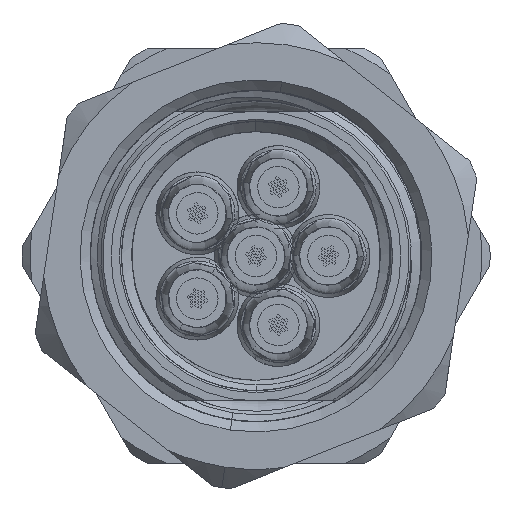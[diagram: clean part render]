
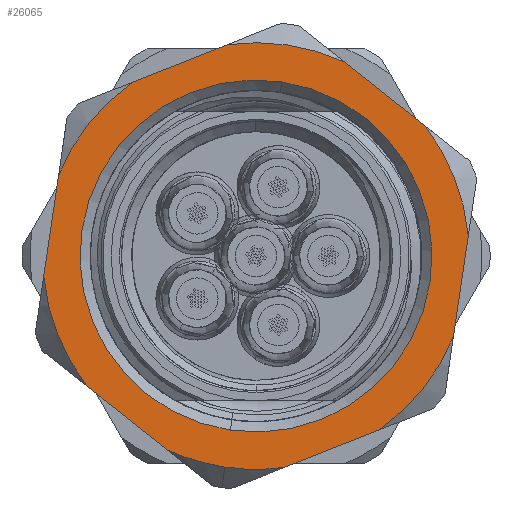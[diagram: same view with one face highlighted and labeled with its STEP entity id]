
A CAD part, left-side view. The second image highlights one B-rep face of the part: STEP entity #26065.
In plain terms, the highlighted planar face has unit normal (-1, 0, 0).
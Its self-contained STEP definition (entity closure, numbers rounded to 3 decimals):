
#688 = VECTOR ( 'NONE', #1611, 1000. ) ;
#1151 = CIRCLE ( 'NONE', #36635, 5.15 ) ;
#1481 = ORIENTED_EDGE ( 'NONE', *, *, #23312, .F. ) ;
#1611 = DIRECTION ( 'NONE',  ( 0., 0., 1. ) ) ;
#1780 = DIRECTION ( 'NONE',  ( 1., 0., 0. ) ) ;
#1913 = EDGE_CURVE ( 'NONE', #28845, #65065, #49713, .T. ) ;
#1989 = CIRCLE ( 'NONE', #53626, 5.15 ) ;
#2907 = EDGE_CURVE ( 'NONE', #37479, #52524, #9838, .T. ) ;
#3032 = EDGE_LOOP ( 'NONE', ( #63921, #39633, #64294, #34677, #55574, #60291, #31296, #24997, #19981, #38194, #59791, #1481, #49918 ) ) ;
#3895 = AXIS2_PLACEMENT_3D ( 'NONE', #56993, #68146, #46880 ) ;
#4975 = CIRCLE ( 'NONE', #45172, 5.15 ) ;
#5184 = VECTOR ( 'NONE', #55494, 1000. ) ;
#6541 = LINE ( 'NONE', #66972, #34747 ) ;
#6600 = DIRECTION ( 'NONE',  ( 0., -0.866, -0.5 ) ) ;
#7380 = CARTESIAN_POINT ( 'NONE',  ( -1., -1.431, 4.947 ) ) ;
#7511 = CARTESIAN_POINT ( 'NONE',  ( -1., 0., -5.774 ) ) ;
#7929 = CARTESIAN_POINT ( 'NONE',  ( -1., 0., 5.774 ) ) ;
#7932 = CARTESIAN_POINT ( 'NONE',  ( -1., 0., 0. ) ) ;
#8091 = EDGE_CURVE ( 'NONE', #32439, #53835, #10763, .T. ) ;
#9538 = DIRECTION ( 'NONE',  ( 0., 0., -1. ) ) ;
#9838 = CIRCLE ( 'NONE', #60377, 5.15 ) ;
#10338 = DIRECTION ( 'NONE',  ( 0., 0., -1. ) ) ;
#10763 = CIRCLE ( 'NONE', #3895, 4.25 ) ;
#11501 = VERTEX_POINT ( 'NONE', #39228 ) ;
#12340 = DIRECTION ( 'NONE',  ( 0., 0., -1. ) ) ;
#12552 = EDGE_CURVE ( 'NONE', #11501, #19613, #69837, .T. ) ;
#13259 = DIRECTION ( 'NONE',  ( 0., 0., -1. ) ) ;
#13414 = CARTESIAN_POINT ( 'NONE',  ( -1., -5., -1.234 ) ) ;
#13612 = PLANE ( 'NONE',  #46430 ) ;
#13755 = VERTEX_POINT ( 'NONE', #42662 ) ;
#13914 = CIRCLE ( 'NONE', #22020, 5.15 ) ;
#14292 = EDGE_CURVE ( 'NONE', #52503, #19613, #55535, .T. ) ;
#16005 = CARTESIAN_POINT ( 'NONE',  ( -1., 0., 0. ) ) ;
#17831 = DIRECTION ( 'NONE',  ( 0., 0., -1. ) ) ;
#19185 = VECTOR ( 'NONE', #66887, 1000. ) ;
#19613 = VERTEX_POINT ( 'NONE', #31079 ) ;
#19981 = ORIENTED_EDGE ( 'NONE', *, *, #12552, .T. ) ;
#20079 = DIRECTION ( 'NONE',  ( -1., 0., 0. ) ) ;
#21647 = EDGE_CURVE ( 'NONE', #37479, #54741, #44780, .T. ) ;
#22020 = AXIS2_PLACEMENT_3D ( 'NONE', #53481, #26491, #10338 ) ;
#22090 = VERTEX_POINT ( 'NONE', #55140 ) ;
#22188 = VERTEX_POINT ( 'NONE', #23790 ) ;
#22524 = DIRECTION ( 'NONE',  ( -1., 0., 0. ) ) ;
#22990 = VERTEX_POINT ( 'NONE', #45058 ) ;
#23056 = CARTESIAN_POINT ( 'NONE',  ( -1., 0., -4.25 ) ) ;
#23312 = EDGE_CURVE ( 'NONE', #22090, #22990, #52405, .T. ) ;
#23790 = CARTESIAN_POINT ( 'NONE',  ( -1., 1.431, -4.947 ) ) ;
#23916 = CARTESIAN_POINT ( 'NONE',  ( -1., 0., 0. ) ) ;
#24037 = LINE ( 'NONE', #7511, #19185 ) ;
#24088 = DIRECTION ( 'NONE',  ( 0., 0., -1. ) ) ;
#24162 = DIRECTION ( 'NONE',  ( -1., 0., 0. ) ) ;
#24198 = EDGE_CURVE ( 'NONE', #11501, #29181, #6541, .T. ) ;
#24997 = ORIENTED_EDGE ( 'NONE', *, *, #24198, .F. ) ;
#25050 = AXIS2_PLACEMENT_3D ( 'NONE', #33842, #24162, #12340 ) ;
#26065 = ADVANCED_FACE ( 'NONE', ( #35495, #68642 ), #13612, .F. ) ;
#26152 = CIRCLE ( 'NONE', #50319, 5.15 ) ;
#26491 = DIRECTION ( 'NONE',  ( -1., 0., 0. ) ) ;
#26938 = VECTOR ( 'NONE', #64262, 1000. ) ;
#28845 = VERTEX_POINT ( 'NONE', #52707 ) ;
#29181 = VERTEX_POINT ( 'NONE', #13414 ) ;
#29261 = CARTESIAN_POINT ( 'NONE',  ( -1., 3.569, -3.713 ) ) ;
#31079 = CARTESIAN_POINT ( 'NONE',  ( -1., -3.569, 3.713 ) ) ;
#31296 = ORIENTED_EDGE ( 'NONE', *, *, #36029, .T. ) ;
#32439 = VERTEX_POINT ( 'NONE', #39234 ) ;
#32475 = CARTESIAN_POINT ( 'NONE',  ( -1., 5., 1.234 ) ) ;
#33842 = CARTESIAN_POINT ( 'NONE',  ( -1., 0., 0. ) ) ;
#33853 = ORIENTED_EDGE ( 'NONE', *, *, #62004, .T. ) ;
#34059 = DIRECTION ( 'NONE',  ( 1., 0., 0. ) ) ;
#34677 = ORIENTED_EDGE ( 'NONE', *, *, #62375, .T. ) ;
#34747 = VECTOR ( 'NONE', #61195, 1000. ) ;
#35495 = FACE_BOUND ( 'NONE', #37152, .T. ) ;
#36029 = EDGE_CURVE ( 'NONE', #28845, #29181, #1989, .T. ) ;
#36635 = AXIS2_PLACEMENT_3D ( 'NONE', #23916, #22524, #17831 ) ;
#36891 = CARTESIAN_POINT ( 'NONE',  ( -1., 0., 0. ) ) ;
#37152 = EDGE_LOOP ( 'NONE', ( #69780, #33853 ) ) ;
#37479 = VERTEX_POINT ( 'NONE', #40763 ) ;
#38194 = ORIENTED_EDGE ( 'NONE', *, *, #14292, .F. ) ;
#39228 = CARTESIAN_POINT ( 'NONE',  ( -1., -5., 1.234 ) ) ;
#39234 = CARTESIAN_POINT ( 'NONE',  ( -1., 0., 4.25 ) ) ;
#39633 = ORIENTED_EDGE ( 'NONE', *, *, #2907, .T. ) ;
#40763 = CARTESIAN_POINT ( 'NONE',  ( -1., 5., -1.234 ) ) ;
#40880 = CARTESIAN_POINT ( 'NONE',  ( -1., 0., 0. ) ) ;
#41565 = CARTESIAN_POINT ( 'NONE',  ( -1., 5., 2.887 ) ) ;
#41826 = DIRECTION ( 'NONE',  ( 0., 0., -1. ) ) ;
#42662 = CARTESIAN_POINT ( 'NONE',  ( -1., 0., -5.15 ) ) ;
#44780 = LINE ( 'NONE', #66719, #688 ) ;
#45058 = CARTESIAN_POINT ( 'NONE',  ( -1., 1.431, 4.947 ) ) ;
#45172 = AXIS2_PLACEMENT_3D ( 'NONE', #36891, #20079, #63945 ) ;
#46430 = AXIS2_PLACEMENT_3D ( 'NONE', #40880, #1780, #13259 ) ;
#46517 = EDGE_CURVE ( 'NONE', #22188, #52524, #24037, .T. ) ;
#46880 = DIRECTION ( 'NONE',  ( 0., 0., -1. ) ) ;
#47594 = DIRECTION ( 'NONE',  ( -1., 0., 0. ) ) ;
#48539 = CIRCLE ( 'NONE', #69254, 4.25 ) ;
#49072 = DIRECTION ( 'NONE',  ( -1., 0., 0. ) ) ;
#49713 = LINE ( 'NONE', #65559, #5184 ) ;
#49918 = ORIENTED_EDGE ( 'NONE', *, *, #52491, .T. ) ;
#50319 = AXIS2_PLACEMENT_3D ( 'NONE', #7932, #63285, #24088 ) ;
#50333 = DIRECTION ( 'NONE',  ( 0., 0., -1. ) ) ;
#52405 = LINE ( 'NONE', #41565, #26938 ) ;
#52491 = EDGE_CURVE ( 'NONE', #22090, #54741, #1151, .T. ) ;
#52503 = VERTEX_POINT ( 'NONE', #7380 ) ;
#52524 = VERTEX_POINT ( 'NONE', #29261 ) ;
#52661 = CARTESIAN_POINT ( 'NONE',  ( -1., 0., 0. ) ) ;
#52707 = CARTESIAN_POINT ( 'NONE',  ( -1., -3.569, -3.713 ) ) ;
#53481 = CARTESIAN_POINT ( 'NONE',  ( -1., 0., 0. ) ) ;
#53626 = AXIS2_PLACEMENT_3D ( 'NONE', #52661, #47594, #41826 ) ;
#53835 = VERTEX_POINT ( 'NONE', #23056 ) ;
#54741 = VERTEX_POINT ( 'NONE', #32475 ) ;
#55031 = CARTESIAN_POINT ( 'NONE',  ( -1., 0., 0. ) ) ;
#55140 = CARTESIAN_POINT ( 'NONE',  ( -1., 3.569, 3.713 ) ) ;
#55494 = DIRECTION ( 'NONE',  ( 0., 0.866, -0.5 ) ) ;
#55535 = LINE ( 'NONE', #7929, #56098 ) ;
#55574 = ORIENTED_EDGE ( 'NONE', *, *, #60458, .T. ) ;
#56098 = VECTOR ( 'NONE', #6600, 1000. ) ;
#56993 = CARTESIAN_POINT ( 'NONE',  ( -1., 0., 0. ) ) ;
#59791 = ORIENTED_EDGE ( 'NONE', *, *, #65907, .T. ) ;
#60291 = ORIENTED_EDGE ( 'NONE', *, *, #1913, .F. ) ;
#60377 = AXIS2_PLACEMENT_3D ( 'NONE', #16005, #49072, #9538 ) ;
#60458 = EDGE_CURVE ( 'NONE', #13755, #65065, #13914, .T. ) ;
#61195 = DIRECTION ( 'NONE',  ( 0., 0., -1. ) ) ;
#62004 = EDGE_CURVE ( 'NONE', #53835, #32439, #48539, .T. ) ;
#62214 = CARTESIAN_POINT ( 'NONE',  ( -1., -1.431, -4.947 ) ) ;
#62375 = EDGE_CURVE ( 'NONE', #22188, #13755, #4975, .T. ) ;
#63285 = DIRECTION ( 'NONE',  ( -1., 0., 0. ) ) ;
#63921 = ORIENTED_EDGE ( 'NONE', *, *, #21647, .F. ) ;
#63945 = DIRECTION ( 'NONE',  ( 0., 0., -1. ) ) ;
#64262 = DIRECTION ( 'NONE',  ( 0., -0.866, 0.5 ) ) ;
#64294 = ORIENTED_EDGE ( 'NONE', *, *, #46517, .F. ) ;
#65065 = VERTEX_POINT ( 'NONE', #62214 ) ;
#65559 = CARTESIAN_POINT ( 'NONE',  ( -1., -5., -2.887 ) ) ;
#65907 = EDGE_CURVE ( 'NONE', #52503, #22990, #26152, .T. ) ;
#66719 = CARTESIAN_POINT ( 'NONE',  ( -1., 5., -2.887 ) ) ;
#66887 = DIRECTION ( 'NONE',  ( 0., 0.866, 0.5 ) ) ;
#66972 = CARTESIAN_POINT ( 'NONE',  ( -1., -5., 2.887 ) ) ;
#68146 = DIRECTION ( 'NONE',  ( 1., 0., 0. ) ) ;
#68642 = FACE_OUTER_BOUND ( 'NONE', #3032, .T. ) ;
#69254 = AXIS2_PLACEMENT_3D ( 'NONE', #55031, #34059, #50333 ) ;
#69780 = ORIENTED_EDGE ( 'NONE', *, *, #8091, .T. ) ;
#69837 = CIRCLE ( 'NONE', #25050, 5.15 ) ;
